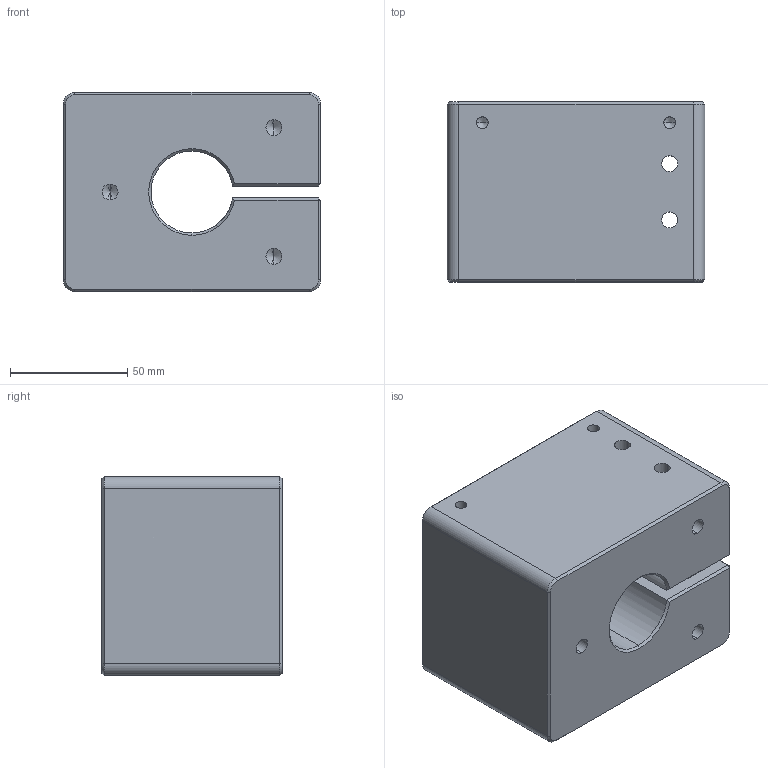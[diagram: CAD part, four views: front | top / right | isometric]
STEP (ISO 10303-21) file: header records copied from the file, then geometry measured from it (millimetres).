
FILE_DESCRIPTION (( 'STEP AP203' ), '1' );
FILE_NAME ('XWG0102-D-ALU-BLOCENTRAXEFIXATION.STEP', '2024-04-25T07:11:38', ( '' ), ( '' ), 'SwSTEP 2.0', 'SolidWorks 2021', '' );
FILE_SCHEMA (( 'CONFIG_CONTROL_DESIGN' ));
Length unit declared in the file: millimetre
Products named in the file (1): XWG0102-D-ALU-BLOCENTRAXEFIXATION
Bounding box: 110 x 77 x 85 mm (x, y, z)
Volume: 613374.1 mm3; surface area: 66143.6 mm2
Topology: 1 solids, 1 shells, 97 faces, 229 edges, 127 vertices
Faces by surface type: cylinder 37, plane 31, cone 29
Entity records: 2717 total; most frequent: DIRECTION 488, CARTESIAN_POINT 448, ORIENTED_EDGE 422, EDGE_CURVE 211, AXIS2_PLACEMENT_3D 183, VERTEX_POINT 127, LINE 122, VECTOR 122
